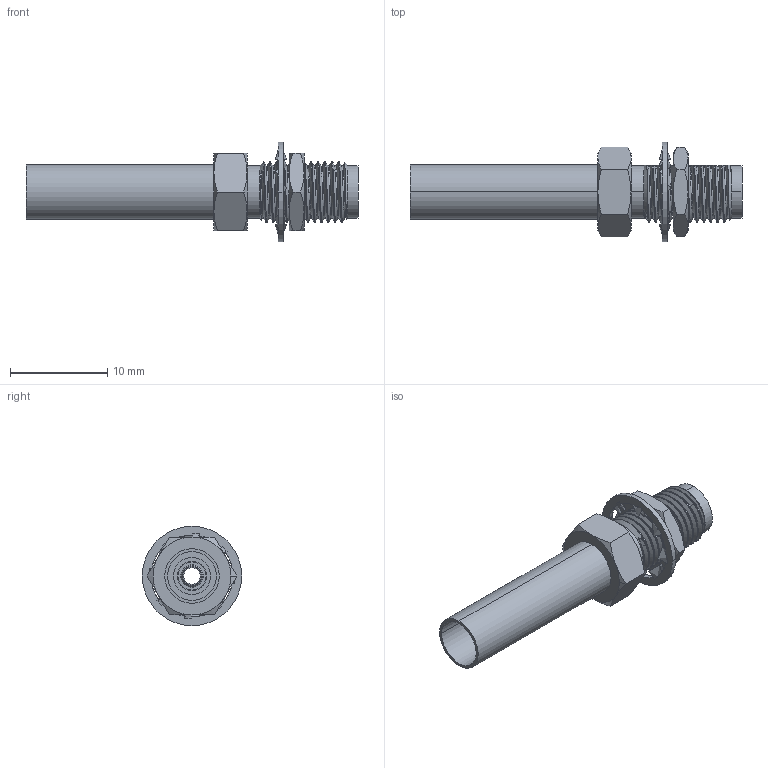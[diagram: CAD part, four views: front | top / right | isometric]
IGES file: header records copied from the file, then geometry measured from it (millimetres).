
Start section:  PTC IGES file: 901-9875.igs
Global section: file name: 901-9875.igs; native system: Pro/ENGINEER by Parametric Technology Corporation; preprocessor: 2010280; author: jiali; organization: Unknown; date: 20120309.162307; units: millimetre
Bounding box: 34.1 x 10.21 x 10.21 mm (x, y, z)
Surface area: 1555.5 mm2 (no closed solid volume)
Topology: 0 solids, 0 shells, 143 faces, 769 edges, 769 vertices
Faces by surface type: revolution 73, bspline 70
